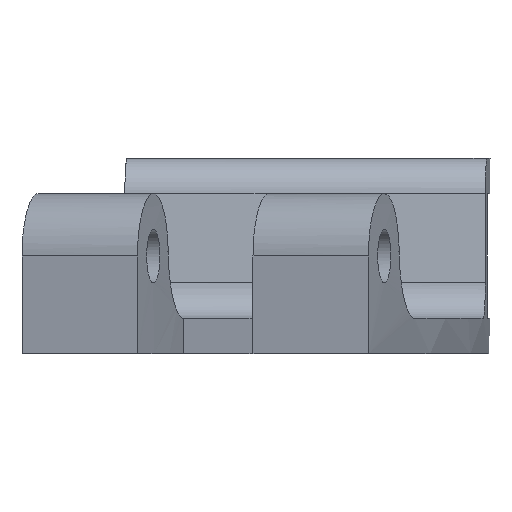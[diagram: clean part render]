
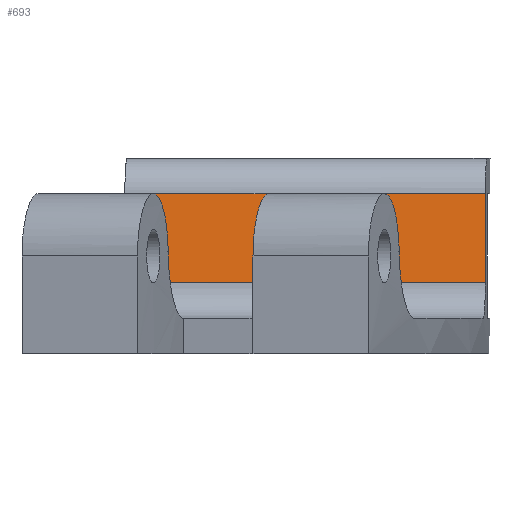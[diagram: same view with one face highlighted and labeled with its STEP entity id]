
A CAD part, left-side view. The second image highlights one B-rep face of the part: STEP entity #693.
In plain terms, the highlighted planar face has unit normal (-0.995, -0.099, 0).
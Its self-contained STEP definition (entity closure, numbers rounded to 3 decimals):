
#45=PLANE('',#758);
#66=FACE_OUTER_BOUND('',#103,.T.);
#103=EDGE_LOOP('',(#499,#500,#501,#502));
#146=LINE('',#1081,#199);
#149=LINE('',#1150,#202);
#150=LINE('',#1164,#203);
#152=LINE('',#1167,#205);
#199=VECTOR('',#830,10.);
#202=VECTOR('',#839,10.);
#203=VECTOR('',#842,10.);
#205=VECTOR('',#846,10.);
#293=VERTEX_POINT('',#1069);
#294=VERTEX_POINT('',#1080);
#301=VERTEX_POINT('',#1139);
#303=VERTEX_POINT('',#1153);
#370=EDGE_CURVE('',#293,#294,#146,.T.);
#379=EDGE_CURVE('',#294,#301,#149,.T.);
#381=EDGE_CURVE('',#303,#293,#150,.T.);
#383=EDGE_CURVE('',#303,#301,#152,.T.);
#499=ORIENTED_EDGE('',*,*,#379,.F.);
#500=ORIENTED_EDGE('',*,*,#370,.F.);
#501=ORIENTED_EDGE('',*,*,#381,.F.);
#502=ORIENTED_EDGE('',*,*,#383,.T.);
#693=ADVANCED_FACE('',(#66),#45,.T.);
#758=AXIS2_PLACEMENT_3D('',#1166,#844,#845);
#830=DIRECTION('',(0.,0.,1.));
#839=DIRECTION('',(0.099,-0.995,0.));
#842=DIRECTION('',(-0.099,0.995,0.));
#844=DIRECTION('center_axis',(-0.995,-0.099,0.));
#845=DIRECTION('ref_axis',(0.099,-0.995,0.));
#846=DIRECTION('',(0.,0.,1.));
#1069=CARTESIAN_POINT('',(-6.262,-86.016,2.));
#1080=CARTESIAN_POINT('',(-6.262,-86.016,4.5));
#1081=CARTESIAN_POINT('',(-6.262,-86.016,1.));
#1139=CARTESIAN_POINT('',(-5.26,-96.131,4.5));
#1150=CARTESIAN_POINT('',(-5.956,-89.097,4.5));
#1153=CARTESIAN_POINT('',(-5.26,-96.131,2.));
#1164=CARTESIAN_POINT('',(-6.039,-88.259,2.));
#1166=CARTESIAN_POINT('Origin',(-6.262,-86.016,1.));
#1167=CARTESIAN_POINT('',(-5.26,-96.131,1.));
